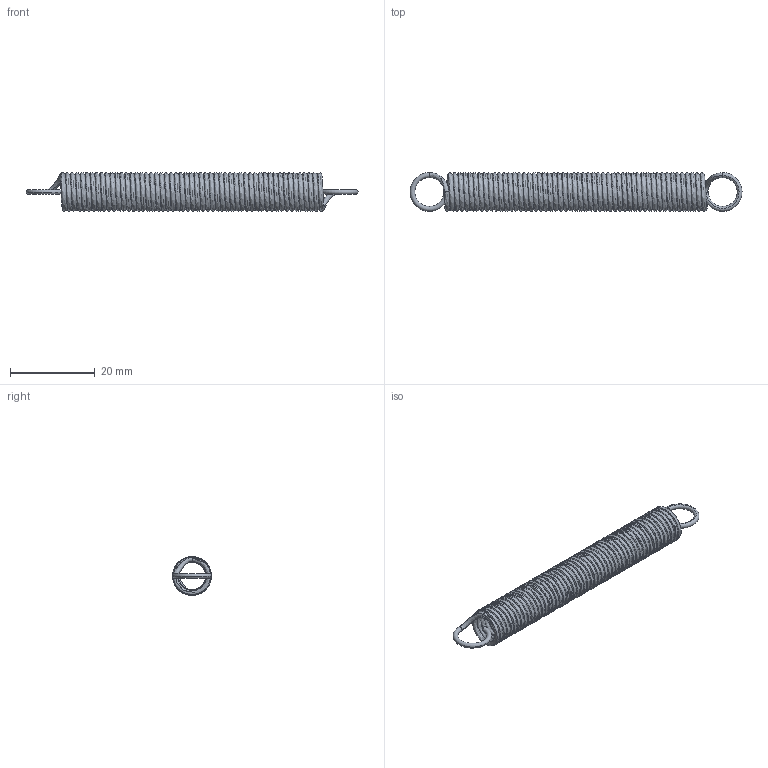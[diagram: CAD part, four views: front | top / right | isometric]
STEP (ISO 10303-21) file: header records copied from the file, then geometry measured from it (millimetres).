
FILE_DESCRIPTION(/* description */ (''),/* implementation_level */ '2;1');
FILE_NAME(/* name */ 'Spring 1 v1.step',/* time_stamp */ '2020-09-20T18:19:34-04:00',/* author */ (''),/* organization */ (''),/* preprocessor_version */ 'ST-DEVELOPER v18.1',/* originating_system */ 'Autodesk Translation Framework v9.3.0.1241',/* authorisation */ '');
FILE_SCHEMA (('AUTOMOTIVE_DESIGN { 1 0 10303 214 3 1 1 }'));
Length unit declared in the file: inch
Products named in the file (2): Spring 1; 9044K265_MUSIC-WIRE STL EXTENSION SPRING
Assembly tree (1 placements, depth 2):
  Spring 1
    9044K265_MUSIC-WIRE STL EXTENSION SPRING
Bounding box: 78.49 x 9.14 x 9.14 mm (x, y, z)
Surface area: 4935.6 mm2 (no closed solid volume)
Topology: 0 solids, 12 shells, 12 faces, 43 edges, 43 vertices
Faces by surface type: bspline 6, torus 4, plane 2
Entity records: 17183 total; most frequent: CARTESIAN_POINT 16784, DIRECTION 72, VERTEX_POINT 43, EDGE_CURVE 43, ORIENTED_EDGE 43, AXIS2_PLACEMENT_3D 36, CIRCLE 27, STYLED_ITEM 12
